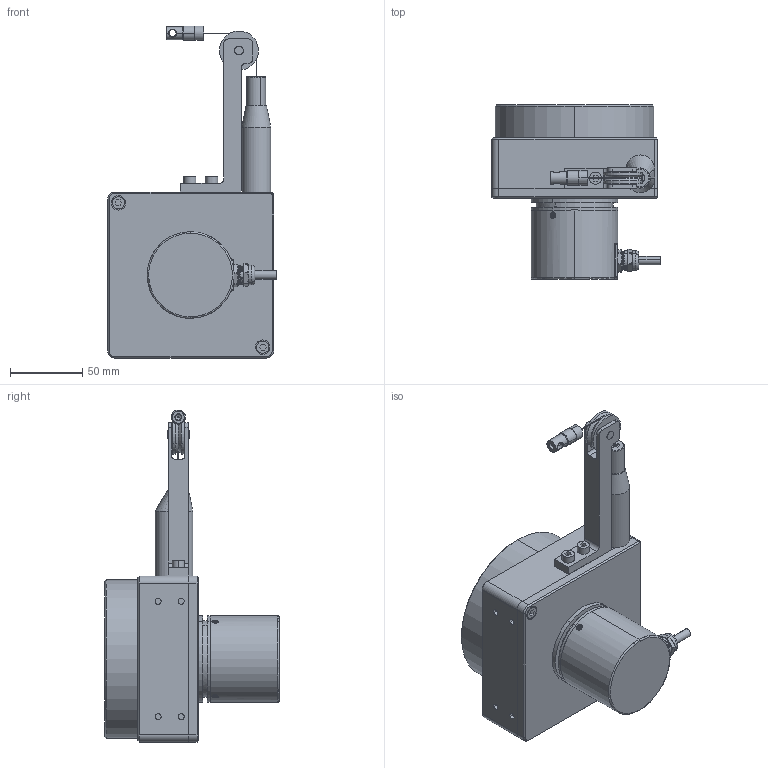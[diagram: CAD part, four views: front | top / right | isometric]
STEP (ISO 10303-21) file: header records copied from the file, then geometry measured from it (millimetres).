
FILE_DESCRIPTION(('CATIA V5 STEP Exchange'),'2;1');
FILE_NAME('FLTF116D-ASM-JDCA58.stp','2026-02-13T03:03:26+00:00',('none'),('none'),'CATIA Version 5 Release 21 GA (IN-10)','CATIA V5 STEP AP203','none');
FILE_SCHEMA(('CONFIG_CONTROL_DESIGN'));
Length unit declared in the file: millimetre
Products named in the file (5): FLTF116D_ASM_JDCA58; FLTF116_COMPONENTS; FLTF116D_JDCA58_ACCESSORIES; LTF63_DXZ; LTF80-LT-ASM
Assembly tree (29 placements, depth 3):
  FLTF116D_ASM_JDCA58
    FLTF116_COMPONENTS
      #66
    FLTF116D_JDCA58_ACCESSORIES
      #14276  x4
      #14722  x4
      #15198  x3
      #15689
      #15982
      #16617
    #16835
    #17603
    #18284
    #20740
    LTF63_DXZ
      #21154
      #21490
    #22005
    #23093
    LTF80-LT-ASM
      #23205
      #24609
Bounding box: 116.97 x 121 x 230 mm (x, y, z)
Volume: 818752.4 mm3; surface area: 148946.7 mm2
Topology: 24 solids, 38 shells, 866 faces, 2178 edges, 1431 vertices
Faces by surface type: cylinder 317, plane 285, bspline 135, cone 93, torus 36
Entity records: 24534 total; most frequent: CARTESIAN_POINT 8458, ORIENTED_EDGE 3517, DIRECTION 2397, EDGE_CURVE 1902, VERTEX_POINT 1255, AXIS2_PLACEMENT_3D 1195, EDGE_LOOP 876, ADVANCED_FACE 738
